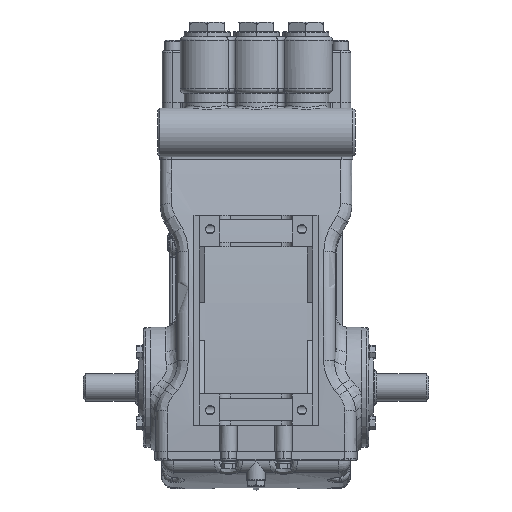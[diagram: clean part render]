
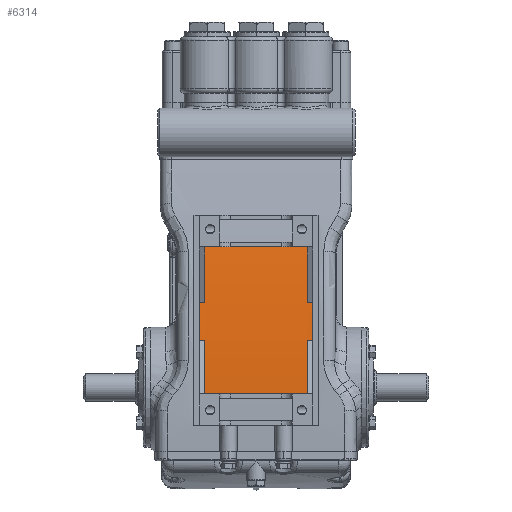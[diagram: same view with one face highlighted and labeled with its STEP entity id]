
A CAD part, front view. The second image highlights one B-rep face of the part: STEP entity #6314.
In plain terms, the highlighted cylindrical face has radius 1143 mm (diameter 2286 mm), a partial arc.
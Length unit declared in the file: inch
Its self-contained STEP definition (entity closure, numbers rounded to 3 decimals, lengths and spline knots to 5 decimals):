
#4157 = VERTEX_POINT ( 'NONE', #34417 ) ;
#4163 = VERTEX_POINT ( 'NONE', #34412 ) ;
#4166 = EDGE_CURVE ( 'NONE', #4157, #4163, #34411, .T. ) ;
#4172 = EDGE_CURVE ( 'NONE', #4269, #4270, #34403, .T. ) ;
#4269 = VERTEX_POINT ( 'NONE', #34496 ) ;
#4270 = VERTEX_POINT ( 'NONE', #34495 ) ;
#4291 = EDGE_CURVE ( 'NONE', #4292, #4294, #34546, .T. ) ;
#4292 = VERTEX_POINT ( 'NONE', #34541 ) ;
#4294 = VERTEX_POINT ( 'NONE', #34540 ) ;
#4321 = VERTEX_POINT ( 'NONE', #34576 ) ;
#4325 = VERTEX_POINT ( 'NONE', #34571 ) ;
#4328 = EDGE_CURVE ( 'NONE', #4321, #4325, #34570, .T. ) ;
#6132 = EDGE_CURVE ( 'NONE', #6134, #6136, #37876, .T. ) ;
#6134 = VERTEX_POINT ( 'NONE', #37877 ) ;
#6136 = VERTEX_POINT ( 'NONE', #37933 ) ;
#6217 = VERTEX_POINT ( 'NONE', #37947 ) ;
#6221 = EDGE_CURVE ( 'NONE', #6217, #6224, #37946, .T. ) ;
#6224 = VERTEX_POINT ( 'NONE', #37941 ) ;
#6244 = EDGE_CURVE ( 'NONE', #4157, #4270, #37935, .T. ) ;
#6290 = ORIENTED_EDGE ( 'NONE', *, *, #6221, .F. ) ;
#6292 = ORIENTED_EDGE ( 'NONE', *, *, #6293, .T. ) ;
#6293 = EDGE_CURVE ( 'NONE', #6217, #4292, #38012, .T. ) ;
#6294 = ORIENTED_EDGE ( 'NONE', *, *, #4291, .T. ) ;
#6295 = ORIENTED_EDGE ( 'NONE', *, *, #6331, .F. ) ;
#6296 = ORIENTED_EDGE ( 'NONE', *, *, #4328, .T. ) ;
#6298 = ORIENTED_EDGE ( 'NONE', *, *, #6300, .T. ) ;
#6300 = EDGE_CURVE ( 'NONE', #4325, #6136, #38008, .T. ) ;
#6302 = ORIENTED_EDGE ( 'NONE', *, *, #6132, .F. ) ;
#6314 = ADVANCED_FACE ( 'NONE', ( #37998 ), #38059, .T. ) ;
#6318 = EDGE_LOOP ( 'NONE', ( #6319, #6321, #6323, #6325, #6327, #6290, #6292, #6294, #6295, #6296, #6298, #6302 ) ) ;
#6319 = ORIENTED_EDGE ( 'NONE', *, *, #6320, .T. ) ;
#6320 = EDGE_CURVE ( 'NONE', #6134, #4269, #38054, .T. ) ;
#6321 = ORIENTED_EDGE ( 'NONE', *, *, #4172, .T. ) ;
#6323 = ORIENTED_EDGE ( 'NONE', *, *, #6244, .F. ) ;
#6325 = ORIENTED_EDGE ( 'NONE', *, *, #4166, .T. ) ;
#6327 = ORIENTED_EDGE ( 'NONE', *, *, #6329, .T. ) ;
#6329 = EDGE_CURVE ( 'NONE', #4163, #6224, #38050, .T. ) ;
#6331 = EDGE_CURVE ( 'NONE', #4321, #4294, #38046, .T. ) ;
#34403 = CIRCLE ( 'NONE', #34461, 45. ) ;
#34407 = DIRECTION ( 'NONE',  ( 0., 0., 1. ) ) ;
#34408 = DIRECTION ( 'NONE',  ( -1., 0., 0. ) ) ;
#34409 = CARTESIAN_POINT ( 'NONE',  ( 2.24111, 41.83203, -1.66934 ) ) ;
#34410 = AXIS2_PLACEMENT_3D ( 'NONE', #34409, #34408, #34407 ) ;
#34411 = CIRCLE ( 'NONE', #34410, 45. ) ;
#34412 = CARTESIAN_POINT ( 'NONE',  ( 2.24111, -3.014, 2.05 ) ) ;
#34417 = CARTESIAN_POINT ( 'NONE',  ( 2.24111, -3.1462, -0.27 ) ) ;
#34458 = DIRECTION ( 'NONE',  ( 0., 0., -1. ) ) ;
#34459 = DIRECTION ( 'NONE',  ( 1., 0., 0. ) ) ;
#34460 = CARTESIAN_POINT ( 'NONE',  ( -2.24111, 41.83203, -1.66934 ) ) ;
#34461 = AXIS2_PLACEMENT_3D ( 'NONE', #34460, #34459, #34458 ) ;
#34495 = CARTESIAN_POINT ( 'NONE',  ( -2.24111, -3.1462, -0.27 ) ) ;
#34496 = CARTESIAN_POINT ( 'NONE',  ( -2.24111, -3.014, 2.05 ) ) ;
#34540 = CARTESIAN_POINT ( 'NONE',  ( 2.24111, -2.48869, 6.12 ) ) ;
#34541 = CARTESIAN_POINT ( 'NONE',  ( 2.24111, -2.84649, 3.7 ) ) ;
#34542 = DIRECTION ( 'NONE',  ( 0., 0., 1. ) ) ;
#34543 = DIRECTION ( 'NONE',  ( -1., 0., 0. ) ) ;
#34544 = CARTESIAN_POINT ( 'NONE',  ( 2.24111, 41.83203, -1.66934 ) ) ;
#34545 = AXIS2_PLACEMENT_3D ( 'NONE', #34544, #34543, #34542 ) ;
#34546 = CIRCLE ( 'NONE', #34545, 45. ) ;
#34566 = DIRECTION ( 'NONE',  ( 0., 0., -1. ) ) ;
#34567 = DIRECTION ( 'NONE',  ( 1., 0., 0. ) ) ;
#34568 = CARTESIAN_POINT ( 'NONE',  ( -2.24111, 41.83203, -1.66934 ) ) ;
#34569 = AXIS2_PLACEMENT_3D ( 'NONE', #34568, #34567, #34566 ) ;
#34570 = CIRCLE ( 'NONE', #34569, 45. ) ;
#34571 = CARTESIAN_POINT ( 'NONE',  ( -2.24111, -2.84649, 3.7 ) ) ;
#34576 = CARTESIAN_POINT ( 'NONE',  ( -2.24111, -2.48869, 6.12 ) ) ;
#37873 = DIRECTION ( 'NONE',  ( 0., 0., 1. ) ) ;
#37874 = DIRECTION ( 'NONE',  ( -1., 0., 0. ) ) ;
#37875 = AXIS2_PLACEMENT_3D ( 'NONE', #37883, #37874, #37873 ) ;
#37876 = CIRCLE ( 'NONE', #37875, 45. ) ;
#37877 = CARTESIAN_POINT ( 'NONE',  ( -2.475, -3.014, 2.05 ) ) ;
#37883 = CARTESIAN_POINT ( 'NONE',  ( -2.475, 41.83203, -1.66934 ) ) ;
#37933 = CARTESIAN_POINT ( 'NONE',  ( -2.475, -2.84649, 3.7 ) ) ;
#37935 = LINE ( 'NONE', #37993, #37992 ) ;
#37941 = CARTESIAN_POINT ( 'NONE',  ( 2.475, -3.014, 2.05 ) ) ;
#37942 = DIRECTION ( 'NONE',  ( 0., 0., -1. ) ) ;
#37943 = DIRECTION ( 'NONE',  ( 1., 0., 0. ) ) ;
#37944 = CARTESIAN_POINT ( 'NONE',  ( 2.475, 41.83203, -1.66934 ) ) ;
#37945 = AXIS2_PLACEMENT_3D ( 'NONE', #37944, #37943, #37942 ) ;
#37946 = CIRCLE ( 'NONE', #37945, 45. ) ;
#37947 = CARTESIAN_POINT ( 'NONE',  ( 2.475, -2.84649, 3.7 ) ) ;
#37991 = DIRECTION ( 'NONE',  ( -1., 0., 0. ) ) ;
#37992 = VECTOR ( 'NONE', #37991, 39.37008 ) ;
#37993 = CARTESIAN_POINT ( 'NONE',  ( 4.36, -3.1462, -0.27 ) ) ;
#37998 = FACE_OUTER_BOUND ( 'NONE', #6318, .T. ) ;
#38005 = DIRECTION ( 'NONE',  ( -1., 0., 0. ) ) ;
#38006 = VECTOR ( 'NONE', #38005, 39.37008 ) ;
#38007 = CARTESIAN_POINT ( 'NONE',  ( 4.36, -2.84649, 3.7 ) ) ;
#38008 = LINE ( 'NONE', #38007, #38006 ) ;
#38009 = DIRECTION ( 'NONE',  ( -1., 0., 0. ) ) ;
#38010 = VECTOR ( 'NONE', #38009, 39.37008 ) ;
#38011 = CARTESIAN_POINT ( 'NONE',  ( 4.36, -2.84649, 3.7 ) ) ;
#38012 = LINE ( 'NONE', #38011, #38010 ) ;
#38043 = DIRECTION ( 'NONE',  ( 1., 0., 0. ) ) ;
#38044 = VECTOR ( 'NONE', #38043, 39.37008 ) ;
#38045 = CARTESIAN_POINT ( 'NONE',  ( 4.36, -2.48869, 6.12 ) ) ;
#38046 = LINE ( 'NONE', #38045, #38044 ) ;
#38047 = DIRECTION ( 'NONE',  ( 1., 0., 0. ) ) ;
#38048 = VECTOR ( 'NONE', #38047, 39.37008 ) ;
#38049 = CARTESIAN_POINT ( 'NONE',  ( 4.36, -3.014, 2.05 ) ) ;
#38050 = LINE ( 'NONE', #38049, #38048 ) ;
#38051 = DIRECTION ( 'NONE',  ( 1., 0., 0. ) ) ;
#38052 = VECTOR ( 'NONE', #38051, 39.37008 ) ;
#38053 = CARTESIAN_POINT ( 'NONE',  ( 4.36, -3.014, 2.05 ) ) ;
#38054 = LINE ( 'NONE', #38053, #38052 ) ;
#38055 = DIRECTION ( 'NONE',  ( 0., 0., 1. ) ) ;
#38056 = DIRECTION ( 'NONE',  ( -1., 0., 0. ) ) ;
#38057 = CARTESIAN_POINT ( 'NONE',  ( 4.36, 41.83203, -1.66934 ) ) ;
#38058 = AXIS2_PLACEMENT_3D ( 'NONE', #38057, #38056, #38055 ) ;
#38059 = CYLINDRICAL_SURFACE ( 'NONE', #38058, 45. ) ;
